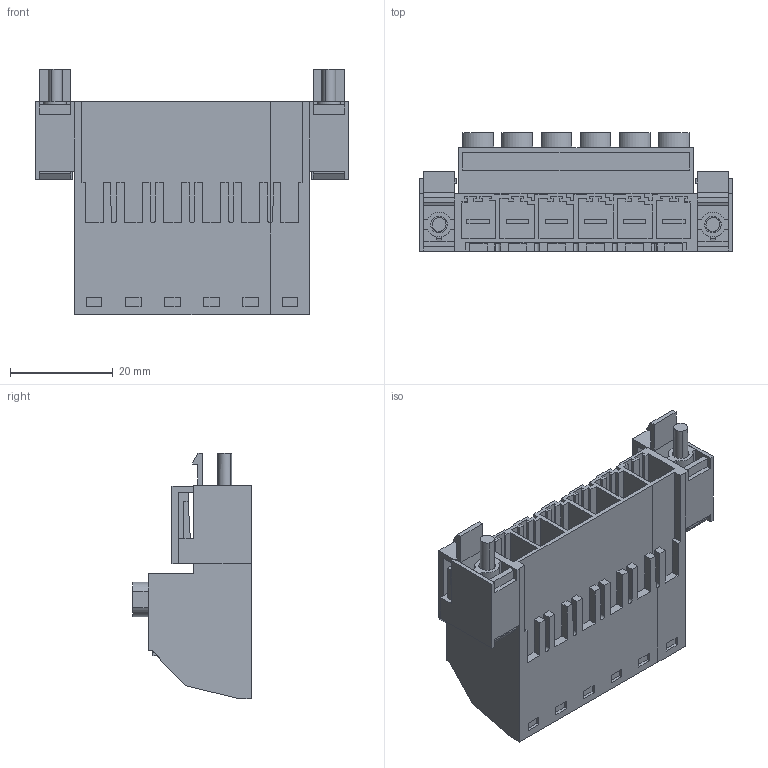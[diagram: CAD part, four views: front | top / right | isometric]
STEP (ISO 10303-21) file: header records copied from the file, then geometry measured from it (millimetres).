
FILE_DESCRIPTION(('CATIA V5 STEP Exchange','CAx-IF Rec.Pracs.--- Model Styling and Organization---1.4--- 2014-01-23'),'2;1');
FILE_NAME ('D1460207_1_1951030000_1951030000.stp','2023-02-01T14:33:13+00:00',('none'),('Weidmueller'),'CATIA Version 5-6 Release 2016 SP3 HF44','CATIA V5 STEP AP214','none');
FILE_SCHEMA(('AUTOMOTIVE_DESIGN { 1 0 10303 214 1 1 1 1 }'));
Length unit declared in the file: millimetre
Products named in the file (1): 1951030000
Bounding box: 60.96 x 23.1 x 47.75 mm (x, y, z)
Volume: 21431.8 mm3; surface area: 18713.3 mm2
Topology: 19 solids, 19 shells, 711 faces, 1939 edges, 1295 vertices
Faces by surface type: plane 651, cylinder 60
Entity records: 21338 total; most frequent: ORIENTED_EDGE 3878, CARTESIAN_POINT 3795, DIRECTION 2824, EDGE_CURVE 1939, VECTOR 1758, LINE 1758, VERTEX_POINT 1295, EDGE_LOOP 748
